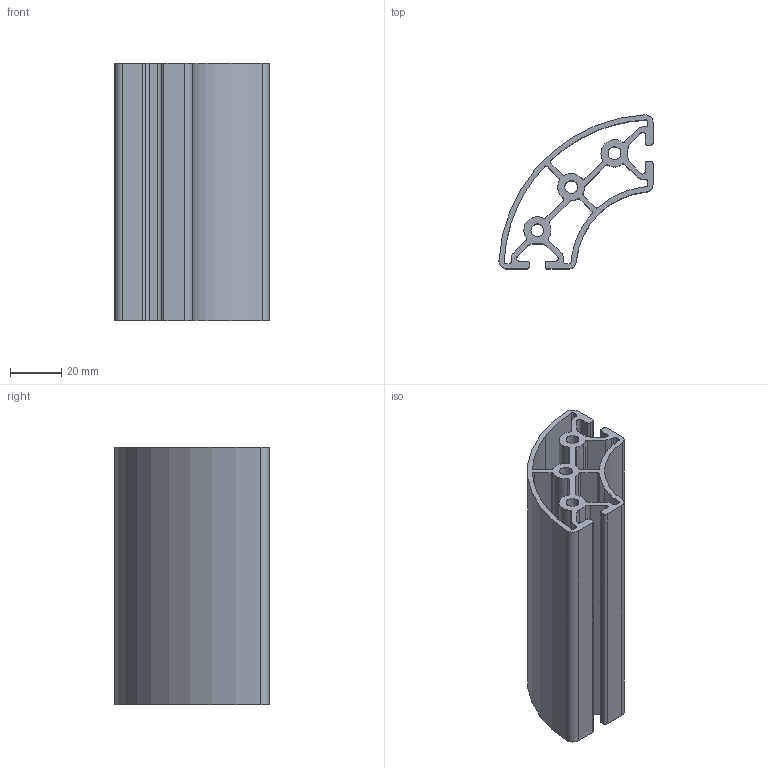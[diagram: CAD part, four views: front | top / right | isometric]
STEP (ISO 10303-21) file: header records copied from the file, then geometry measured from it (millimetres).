
FILE_DESCRIPTION(/* description */ ('PROF.30X60 RAGGIATO A 90 GRADI 2C'),/* implementation_level */ '2;1');
FILE_NAME(/* name */ 'BPRDD0000070.stp',/* time_stamp */ '2017-11-13T10:49:43+01:00',/* author */ ('fzagni'),/* organization */ (''),/* preprocessor_version */ 'ST-DEVELOPER v16.1',/* originating_system */ 'Autodesk Inventor 2016',/* authorisation */ '');
FILE_SCHEMA (('AUTOMOTIVE_DESIGN { 1 0 10303 214 3 1 1 }'));
Length unit declared in the file: millimetre
Products named in the file (1): BPRDD0000070
Bounding box: 59.92 x 59.92 x 100 mm (x, y, z)
Volume: 74841.8 mm3; surface area: 64727.7 mm2
Topology: 1 solids, 1 shells, 118 faces, 348 edges, 232 vertices
Faces by surface type: cylinder 78, plane 40
Full cylindrical faces by diameter (mm): 5 x3
Entity records: 4045 total; most frequent: DIRECTION 739, CARTESIAN_POINT 696, ORIENTED_EDGE 690, EDGE_CURVE 345, AXIS2_PLACEMENT_3D 275, VERTEX_POINT 232, LINE 189, VECTOR 189
